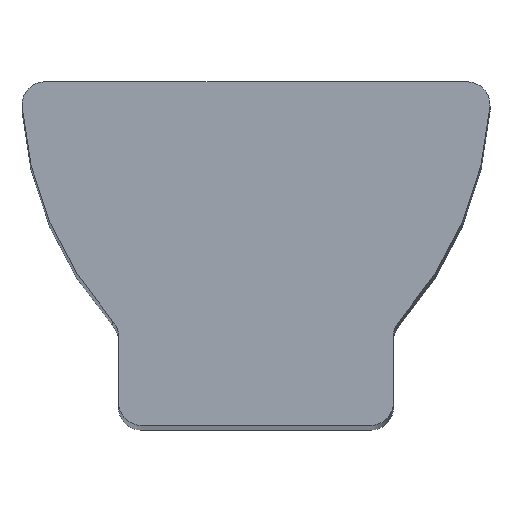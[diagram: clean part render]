
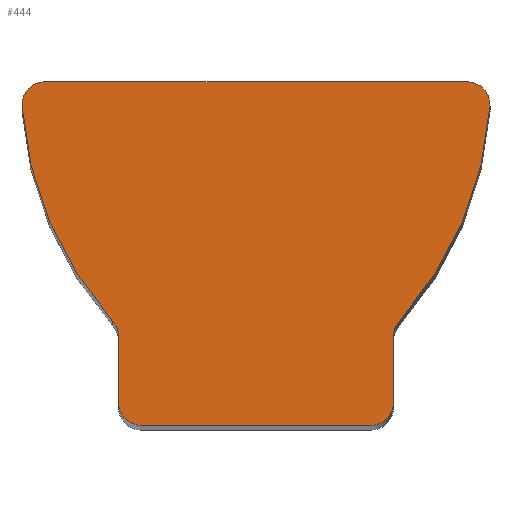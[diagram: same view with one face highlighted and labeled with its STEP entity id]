
A CAD part, top view. The second image highlights one B-rep face of the part: STEP entity #444.
In plain terms, the highlighted planar face has unit normal (0, 0, 1).
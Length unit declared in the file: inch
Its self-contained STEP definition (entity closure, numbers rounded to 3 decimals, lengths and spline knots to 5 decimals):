
#6 = CIRCLE ( 'NONE', #102, 0.0625 ) ;
#10 = EDGE_CURVE ( 'NONE', #373, #262, #490, .T. ) ;
#13 = VERTEX_POINT ( 'NONE', #79 ) ;
#17 = DIRECTION ( 'NONE',  ( 0., 0., 1. ) ) ;
#18 = EDGE_CURVE ( 'NONE', #300, #352, #478, .T. ) ;
#24 = CARTESIAN_POINT ( 'NONE',  ( 0.57586, 0.937, 7.5 ) ) ;
#25 = ORIENTED_EDGE ( 'NONE', *, *, #327, .T. ) ;
#32 = CARTESIAN_POINT ( 'NONE',  ( -0.3125, 0., 7.5 ) ) ;
#38 = CARTESIAN_POINT ( 'NONE',  ( -0.375, 0.0625, 7.5 ) ) ;
#42 = EDGE_CURVE ( 'NONE', #454, #220, #153, .T. ) ;
#45 = CIRCLE ( 'NONE', #555, 0.0625 ) ;
#46 = CARTESIAN_POINT ( 'NONE',  ( 0.3125, 0.0625, 7.5 ) ) ;
#49 = DIRECTION ( 'NONE',  ( 0., 0., 1. ) ) ;
#53 = VECTOR ( 'NONE', #304, 39.37008 ) ;
#56 = DIRECTION ( 'NONE',  ( 1., 0., 0. ) ) ;
#62 = LINE ( 'NONE', #24, #135 ) ;
#74 = ORIENTED_EDGE ( 'NONE', *, *, #138, .T. ) ;
#77 = AXIS2_PLACEMENT_3D ( 'NONE', #538, #252, #494 ) ;
#79 = CARTESIAN_POINT ( 'NONE',  ( -0.39095, 0.28438, 7.5 ) ) ;
#82 = ORIENTED_EDGE ( 'NONE', *, *, #42, .T. ) ;
#83 = EDGE_CURVE ( 'NONE', #262, #549, #45, .T. ) ;
#89 = DIRECTION ( 'NONE',  ( 0., -1., 0. ) ) ;
#90 = ORIENTED_EDGE ( 'NONE', *, *, #109, .T. ) ;
#98 = CARTESIAN_POINT ( 'NONE',  ( -0.33764, 0.937, 7.5 ) ) ;
#100 = CARTESIAN_POINT ( 'NONE',  ( -0.57586, 0.8745, 7.5 ) ) ;
#102 = AXIS2_PLACEMENT_3D ( 'NONE', #247, #493, #196 ) ;
#103 = ORIENTED_EDGE ( 'NONE', *, *, #83, .T. ) ;
#107 = PLANE ( 'NONE',  #289 ) ;
#109 = EDGE_CURVE ( 'NONE', #173, #300, #420, .T. ) ;
#127 = ORIENTED_EDGE ( 'NONE', *, *, #296, .T. ) ;
#135 = VECTOR ( 'NONE', #149, 39.37008 ) ;
#138 = EDGE_CURVE ( 'NONE', #527, #539, #140, .T. ) ;
#140 = CIRCLE ( 'NONE', #237, 0.0625 ) ;
#141 = EDGE_LOOP ( 'NONE', ( #82, #446, #25, #396, #545, #103, #127, #90, #272, #202, #388, #74, #185 ) ) ;
#143 = VECTOR ( 'NONE', #203, 39.37008 ) ;
#144 = AXIS2_PLACEMENT_3D ( 'NONE', #46, #316, #554 ) ;
#149 = DIRECTION ( 'NONE',  ( -1., 0., 0. ) ) ;
#152 = VECTOR ( 'NONE', #89, 39.37008 ) ;
#153 = CIRCLE ( 'NONE', #495, 0.0625 ) ;
#154 = DIRECTION ( 'NONE',  ( 1., 0., 0. ) ) ;
#158 = CARTESIAN_POINT ( 'NONE',  ( 0.375, 0.24267, 7.5 ) ) ;
#159 = AXIS2_PLACEMENT_3D ( 'NONE', #492, #275, #179 ) ;
#173 = VERTEX_POINT ( 'NONE', #437 ) ;
#179 = DIRECTION ( 'NONE',  ( 1., 0., 0. ) ) ;
#185 = ORIENTED_EDGE ( 'NONE', *, *, #457, .T. ) ;
#188 = CARTESIAN_POINT ( 'NONE',  ( -0.57586, 0.937, 7.5 ) ) ;
#196 = DIRECTION ( 'NONE',  ( 1., 0., 0. ) ) ;
#202 = ORIENTED_EDGE ( 'NONE', *, *, #395, .T. ) ;
#203 = DIRECTION ( 'NONE',  ( 1., 0., 0. ) ) ;
#204 = CARTESIAN_POINT ( 'NONE',  ( -0.375, 0.24267, 7.5 ) ) ;
#212 = CARTESIAN_POINT ( 'NONE',  ( -0.3125, 0.0625, 7.5 ) ) ;
#217 = DIRECTION ( 'NONE',  ( 1., 0., 0. ) ) ;
#220 = VERTEX_POINT ( 'NONE', #393 ) ;
#227 = CIRCLE ( 'NONE', #317, 0.0625 ) ;
#231 = CIRCLE ( 'NONE', #159, 0.0625 ) ;
#237 = AXIS2_PLACEMENT_3D ( 'NONE', #271, #509, #217 ) ;
#247 = CARTESIAN_POINT ( 'NONE',  ( -0.4375, 0.24267, 7.5 ) ) ;
#252 = DIRECTION ( 'NONE',  ( 0., 0., 1. ) ) ;
#258 = CARTESIAN_POINT ( 'NONE',  ( -0.63822, 0.87023, 7.5 ) ) ;
#262 = VERTEX_POINT ( 'NONE', #38 ) ;
#271 = CARTESIAN_POINT ( 'NONE',  ( 0.57586, 0.8745, 7.5 ) ) ;
#272 = ORIENTED_EDGE ( 'NONE', *, *, #18, .T. ) ;
#275 = DIRECTION ( 'NONE',  ( 0., 0., -1. ) ) ;
#280 = DIRECTION ( 'NONE',  ( 1., 0., 0. ) ) ;
#289 = AXIS2_PLACEMENT_3D ( 'NONE', #374, #17, #530 ) ;
#296 = EDGE_CURVE ( 'NONE', #549, #173, #402, .T. ) ;
#297 = VERTEX_POINT ( 'NONE', #258 ) ;
#300 = VERTEX_POINT ( 'NONE', #384 ) ;
#304 = DIRECTION ( 'NONE',  ( 0., 1., 0. ) ) ;
#316 = DIRECTION ( 'NONE',  ( 0., 0., 1. ) ) ;
#317 = AXIS2_PLACEMENT_3D ( 'NONE', #100, #406, #56 ) ;
#318 = VERTEX_POINT ( 'NONE', #460 ) ;
#323 = DIRECTION ( 'NONE',  ( 0., 0., 1. ) ) ;
#327 = EDGE_CURVE ( 'NONE', #297, #13, #532, .T. ) ;
#352 = VERTEX_POINT ( 'NONE', #158 ) ;
#362 = CARTESIAN_POINT ( 'NONE',  ( -0.57586, 0.8745, 7.5 ) ) ;
#366 = CARTESIAN_POINT ( 'NONE',  ( 0.63822, 0.87023, 7.5 ) ) ;
#367 = EDGE_CURVE ( 'NONE', #13, #373, #6, .T. ) ;
#369 = AXIS2_PLACEMENT_3D ( 'NONE', #98, #49, #280 ) ;
#373 = VERTEX_POINT ( 'NONE', #421 ) ;
#374 = CARTESIAN_POINT ( 'NONE',  ( -0.57586, 0.8745, 7.5 ) ) ;
#384 = CARTESIAN_POINT ( 'NONE',  ( 0.375, 0.0625, 7.5 ) ) ;
#388 = ORIENTED_EDGE ( 'NONE', *, *, #535, .T. ) ;
#393 = CARTESIAN_POINT ( 'NONE',  ( -0.63836, 0.8745, 7.5 ) ) ;
#395 = EDGE_CURVE ( 'NONE', #352, #318, #231, .T. ) ;
#396 = ORIENTED_EDGE ( 'NONE', *, *, #367, .T. ) ;
#401 = DIRECTION ( 'NONE',  ( 1., 0., 0. ) ) ;
#402 = LINE ( 'NONE', #32, #143 ) ;
#406 = DIRECTION ( 'NONE',  ( 0., 0., 1. ) ) ;
#420 = CIRCLE ( 'NONE', #144, 0.0625 ) ;
#421 = CARTESIAN_POINT ( 'NONE',  ( -0.375, 0.24267, 7.5 ) ) ;
#437 = CARTESIAN_POINT ( 'NONE',  ( 0.3125, 0., 7.5 ) ) ;
#444 = ADVANCED_FACE ( 'NONE', ( #537 ), #107, .T. ) ;
#446 = ORIENTED_EDGE ( 'NONE', *, *, #480, .T. ) ;
#454 = VERTEX_POINT ( 'NONE', #188 ) ;
#457 = EDGE_CURVE ( 'NONE', #539, #454, #62, .T. ) ;
#460 = CARTESIAN_POINT ( 'NONE',  ( 0.39095, 0.28438, 7.5 ) ) ;
#478 = LINE ( 'NONE', #498, #53 ) ;
#480 = EDGE_CURVE ( 'NONE', #220, #297, #227, .T. ) ;
#481 = CARTESIAN_POINT ( 'NONE',  ( 0.57586, 0.937, 7.5 ) ) ;
#490 = LINE ( 'NONE', #204, #152 ) ;
#492 = CARTESIAN_POINT ( 'NONE',  ( 0.4375, 0.24267, 7.5 ) ) ;
#493 = DIRECTION ( 'NONE',  ( 0., 0., -1. ) ) ;
#494 = DIRECTION ( 'NONE',  ( 1., 0., 0. ) ) ;
#495 = AXIS2_PLACEMENT_3D ( 'NONE', #362, #323, #401 ) ;
#497 = DIRECTION ( 'NONE',  ( 0., 0., 1. ) ) ;
#498 = CARTESIAN_POINT ( 'NONE',  ( 0.375, 0.0625, 7.5 ) ) ;
#509 = DIRECTION ( 'NONE',  ( 0., 0., 1. ) ) ;
#518 = CARTESIAN_POINT ( 'NONE',  ( -0.3125, 0., 7.5 ) ) ;
#527 = VERTEX_POINT ( 'NONE', #366 ) ;
#530 = DIRECTION ( 'NONE',  ( 1., 0., 0. ) ) ;
#532 = CIRCLE ( 'NONE', #77, 0.97814 ) ;
#534 = CIRCLE ( 'NONE', #369, 0.97814 ) ;
#535 = EDGE_CURVE ( 'NONE', #318, #527, #534, .T. ) ;
#537 = FACE_OUTER_BOUND ( 'NONE', #141, .T. ) ;
#538 = CARTESIAN_POINT ( 'NONE',  ( 0.33764, 0.937, 7.5 ) ) ;
#539 = VERTEX_POINT ( 'NONE', #481 ) ;
#545 = ORIENTED_EDGE ( 'NONE', *, *, #10, .T. ) ;
#549 = VERTEX_POINT ( 'NONE', #518 ) ;
#554 = DIRECTION ( 'NONE',  ( 1., 0., 0. ) ) ;
#555 = AXIS2_PLACEMENT_3D ( 'NONE', #212, #497, #154 ) ;
